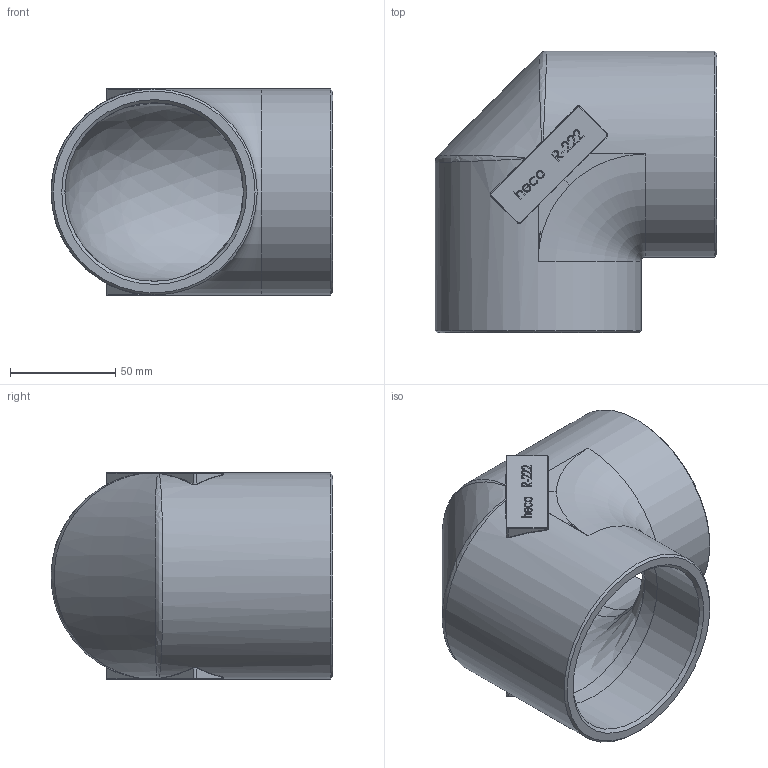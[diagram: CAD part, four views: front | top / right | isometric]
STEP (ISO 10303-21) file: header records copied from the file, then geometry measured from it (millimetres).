
FILE_DESCRIPTION (( 'STEP AP214' ), '1' );
FILE_NAME ('WI-300-040-G R-222 Winkel 2011.STEP', '2020-11-23T12:34:56', ( '' ), ( '' ), 'SwSTEP 2.0', 'SolidWorks 2019', '' );
FILE_SCHEMA (( 'AUTOMOTIVE_DESIGN' ));
Length unit declared in the file: millimetre
Products named in the file (1): WI-300-040-G R-222 Winkel 2011
Bounding box: 134 x 134 x 98.17 mm (x, y, z)
Volume: 354662.4 mm3; surface area: 91779 mm2
Topology: 1 solids, 1 shells, 329 faces, 840 edges, 538 vertices
Faces by surface type: plane 153, bspline 139, cylinder 24, torus 9, cone 4
Full cylindrical faces by diameter (mm): 84.906 x2, 84.926 x2, 98 x2
Entity records: 20233 total; most frequent: CARTESIAN_POINT 10800, ORIENTED_EDGE 1642, DIRECTION 1005, EDGE_CURVE 821, VERTEX_POINT 536, VECTOR 461, LINE 461, EDGE_LOOP 369
